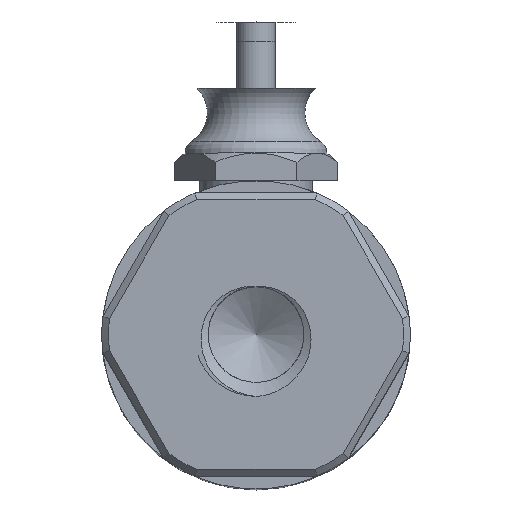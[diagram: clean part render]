
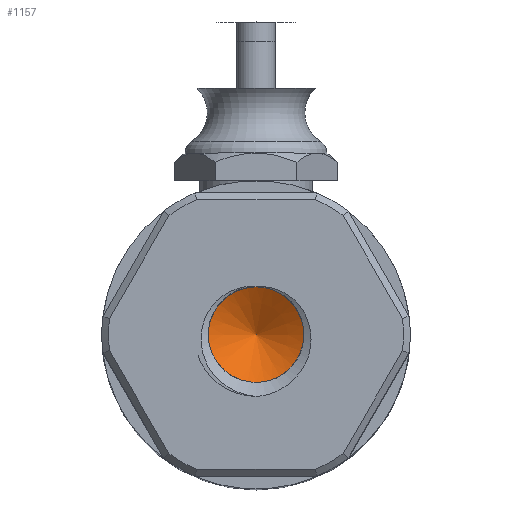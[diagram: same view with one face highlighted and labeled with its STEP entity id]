
A CAD part, top view. The second image highlights one B-rep face of the part: STEP entity #1157.
In plain terms, the highlighted conical face has half-angle 59 degrees and reference radius 1.34 mm.
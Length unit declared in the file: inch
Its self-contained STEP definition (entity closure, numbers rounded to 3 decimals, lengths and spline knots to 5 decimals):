
#61=CONICAL_SURFACE('',#1294,0.05275,1.03);
#137=FACE_OUTER_BOUND('',#206,.T.);
#206=EDGE_LOOP('',(#923,#924,#925,#926));
#234=CIRCLE('',#1234,0.1055);
#260=CIRCLE('',#1293,0.1055);
#371=LINE('',#4226,#434);
#434=VECTOR('',#1530,0.05275);
#466=VERTEX_POINT('',#3179);
#468=VERTEX_POINT('',#3192);
#522=VERTEX_POINT('',#4225);
#581=EDGE_CURVE('',#466,#468,#234,.T.);
#668=EDGE_CURVE('',#468,#466,#260,.T.);
#669=EDGE_CURVE('',#466,#522,#371,.T.);
#923=ORIENTED_EDGE('',*,*,#668,.T.);
#924=ORIENTED_EDGE('',*,*,#669,.T.);
#925=ORIENTED_EDGE('',*,*,#669,.F.);
#926=ORIENTED_EDGE('',*,*,#581,.T.);
#1157=ADVANCED_FACE('',(#137),#61,.F.);
#1234=AXIS2_PLACEMENT_3D('',#3194,#1371,#1372);
#1293=AXIS2_PLACEMENT_3D('',#4223,#1526,#1527);
#1294=AXIS2_PLACEMENT_3D('',#4224,#1528,#1529);
#1371=DIRECTION('center_axis',(0.,0.,1.));
#1372=DIRECTION('ref_axis',(1.,0.,0.));
#1526=DIRECTION('center_axis',(0.,0.,1.));
#1527=DIRECTION('ref_axis',(1.,0.,0.));
#1528=DIRECTION('center_axis',(0.,0.,1.));
#1529=DIRECTION('ref_axis',(1.,0.,0.));
#1530=DIRECTION('',(0.857,0.,-0.515));
#3179=CARTESIAN_POINT('',(-0.1055,0.,1.325));
#3192=CARTESIAN_POINT('',(0.,-0.1055,1.325));
#3194=CARTESIAN_POINT('Origin',(0.,0.,1.325));
#4223=CARTESIAN_POINT('Origin',(0.,0.,1.325));
#4224=CARTESIAN_POINT('Origin',(0.,0.,1.2933));
#4225=CARTESIAN_POINT('',(0.,0.,1.26161));
#4226=CARTESIAN_POINT('',(-0.05275,0.,1.2933));
